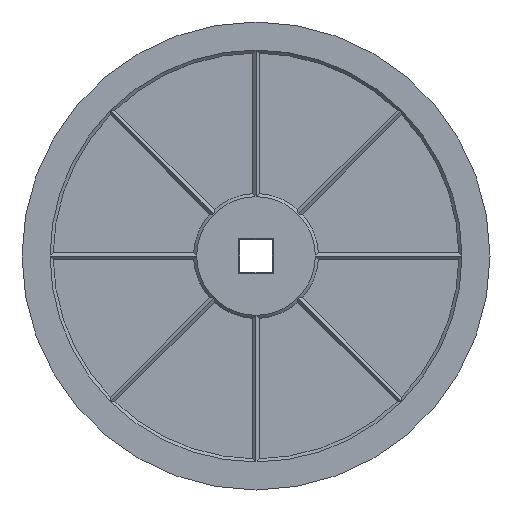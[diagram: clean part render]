
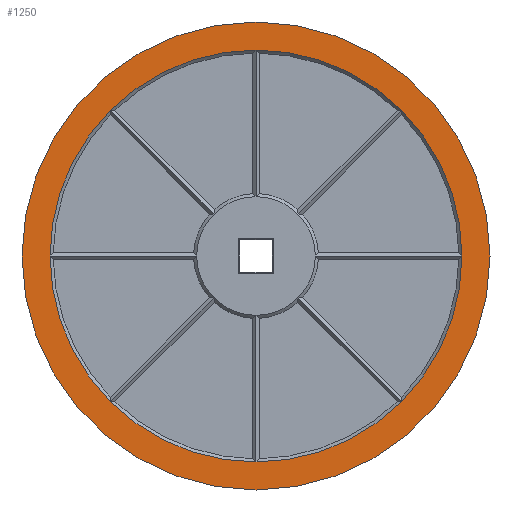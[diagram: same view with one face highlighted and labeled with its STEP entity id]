
A CAD part, front view. The second image highlights one B-rep face of the part: STEP entity #1250.
In plain terms, the highlighted planar face has unit normal (0, -1, 0).
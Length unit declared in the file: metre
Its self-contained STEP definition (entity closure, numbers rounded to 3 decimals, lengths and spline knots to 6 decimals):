
#281=ORIENTED_EDGE('',*,*,#653,.T.);
#282=ORIENTED_EDGE('',*,*,#654,.T.);
#283=ORIENTED_EDGE('',*,*,#655,.T.);
#284=ORIENTED_EDGE('',*,*,#656,.T.);
#285=ORIENTED_EDGE('',*,*,#657,.T.);
#286=ORIENTED_EDGE('',*,*,#658,.T.);
#287=ORIENTED_EDGE('',*,*,#659,.T.);
#288=ORIENTED_EDGE('',*,*,#660,.T.);
#289=ORIENTED_EDGE('',*,*,#661,.T.);
#653=EDGE_CURVE('',#839,#840,#941,.F.);
#654=EDGE_CURVE('',#840,#841,#942,.F.);
#655=EDGE_CURVE('',#841,#842,#943,.F.);
#656=EDGE_CURVE('',#842,#843,#944,.F.);
#657=EDGE_CURVE('',#843,#844,#945,.F.);
#658=EDGE_CURVE('',#844,#845,#946,.F.);
#659=EDGE_CURVE('',#845,#846,#947,.F.);
#660=EDGE_CURVE('',#846,#839,#948,.F.);
#661=EDGE_CURVE('',#847,#847,#949,.T.);
#839=VERTEX_POINT('',#1898);
#840=VERTEX_POINT('',#1899);
#841=VERTEX_POINT('',#1901);
#842=VERTEX_POINT('',#1903);
#843=VERTEX_POINT('',#1905);
#844=VERTEX_POINT('',#1907);
#845=VERTEX_POINT('',#1909);
#846=VERTEX_POINT('',#1911);
#847=VERTEX_POINT('',#1914);
#941=CIRCLE('',#1356,0.066);
#942=CIRCLE('',#1357,0.066);
#943=CIRCLE('',#1358,0.066);
#944=CIRCLE('',#1359,0.066);
#945=CIRCLE('',#1360,0.066);
#946=CIRCLE('',#1361,0.066);
#947=CIRCLE('',#1362,0.066);
#948=CIRCLE('',#1363,0.066);
#949=CIRCLE('',#1364,0.075);
#995=EDGE_LOOP('',(#281,#282,#283,#284,#285,#286,#287,#288));
#996=EDGE_LOOP('',(#289));
#1095=FACE_BOUND('',#995,.T.);
#1096=FACE_BOUND('',#996,.T.);
#1195=PLANE('',#1355);
#1250=ADVANCED_FACE('',(#1095,#1096),#1195,.T.);
#1355=AXIS2_PLACEMENT_3D('',#1896,#1503,#1504);
#1356=AXIS2_PLACEMENT_3D('',#1897,#1505,#1506);
#1357=AXIS2_PLACEMENT_3D('',#1900,#1507,#1508);
#1358=AXIS2_PLACEMENT_3D('',#1902,#1509,#1510);
#1359=AXIS2_PLACEMENT_3D('',#1904,#1511,#1512);
#1360=AXIS2_PLACEMENT_3D('',#1906,#1513,#1514);
#1361=AXIS2_PLACEMENT_3D('',#1908,#1515,#1516);
#1362=AXIS2_PLACEMENT_3D('',#1910,#1517,#1518);
#1363=AXIS2_PLACEMENT_3D('',#1912,#1519,#1520);
#1364=AXIS2_PLACEMENT_3D('',#1913,#1521,#1522);
#1503=DIRECTION('',(0.,-1.,0.));
#1504=DIRECTION('',(1.,0.,0.));
#1505=DIRECTION('',(0.,-1.,0.));
#1506=DIRECTION('',(0.,0.,-1.));
#1507=DIRECTION('',(0.,-1.,0.));
#1508=DIRECTION('',(0.,0.,-1.));
#1509=DIRECTION('',(0.,-1.,0.));
#1510=DIRECTION('',(0.,0.,-1.));
#1511=DIRECTION('',(0.,-1.,0.));
#1512=DIRECTION('',(0.,0.,-1.));
#1513=DIRECTION('',(0.,-1.,0.));
#1514=DIRECTION('',(0.,0.,-1.));
#1515=DIRECTION('',(0.,-1.,0.));
#1516=DIRECTION('',(0.,0.,-1.));
#1517=DIRECTION('',(0.,-1.,0.));
#1518=DIRECTION('',(0.,0.,-1.));
#1519=DIRECTION('',(0.,-1.,0.));
#1520=DIRECTION('',(0.,0.,-1.));
#1521=DIRECTION('',(0.,-1.,0.));
#1522=DIRECTION('',(0.,0.,-1.));
#1896=CARTESIAN_POINT('',(0.,-0.08,0.));
#1897=CARTESIAN_POINT('',(0.,-0.08,0.));
#1898=CARTESIAN_POINT('',(0.,-0.08,0.066));
#1899=CARTESIAN_POINT('',(0.046669,-0.08,0.046669));
#1900=CARTESIAN_POINT('',(0.,-0.08,0.));
#1901=CARTESIAN_POINT('',(0.066,-0.08,0.));
#1902=CARTESIAN_POINT('',(0.,-0.08,0.));
#1903=CARTESIAN_POINT('',(0.046669,-0.08,-0.046669));
#1904=CARTESIAN_POINT('',(0.,-0.08,0.));
#1905=CARTESIAN_POINT('',(0.,-0.08,-0.066));
#1906=CARTESIAN_POINT('',(0.,-0.08,0.));
#1907=CARTESIAN_POINT('',(-0.046669,-0.08,-0.046669));
#1908=CARTESIAN_POINT('',(0.,-0.08,0.));
#1909=CARTESIAN_POINT('',(-0.066,-0.08,0.));
#1910=CARTESIAN_POINT('',(0.,-0.08,0.));
#1911=CARTESIAN_POINT('',(-0.046669,-0.08,0.046669));
#1912=CARTESIAN_POINT('',(0.,-0.08,0.));
#1913=CARTESIAN_POINT('',(0.,-0.08,0.));
#1914=CARTESIAN_POINT('',(0.,-0.08,-0.075));
